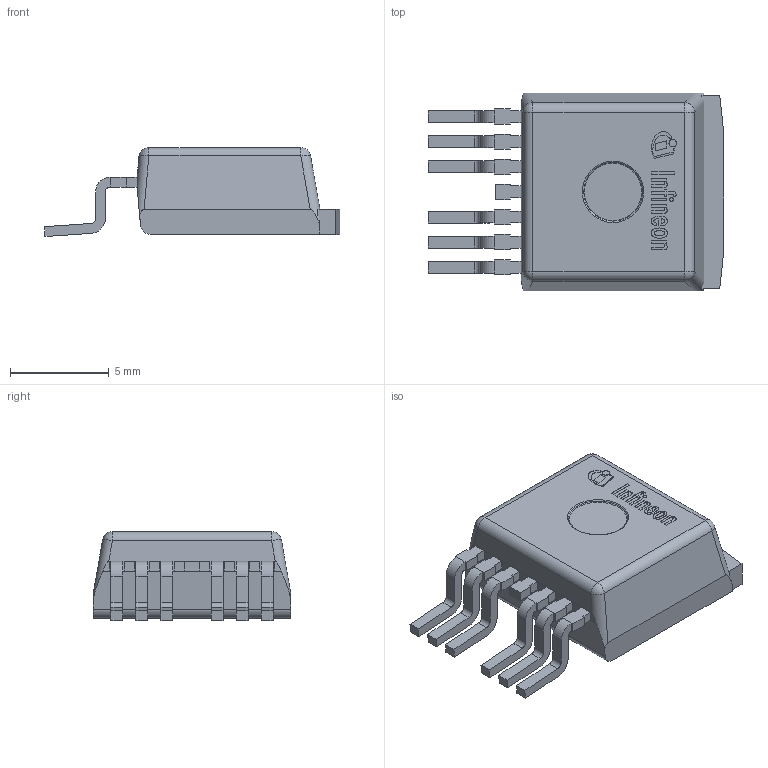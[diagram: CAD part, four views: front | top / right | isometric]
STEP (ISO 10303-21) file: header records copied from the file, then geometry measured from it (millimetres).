
FILE_DESCRIPTION(/* description */ (''),/* implementation_level */ '2;1');
FILE_NAME(/* name */ 'PG-TO263-7-3_Z8B00003188_V02_3D.stp',/* time_stamp */ '2019-05-03T19:48:25+05:00',/* author */ ('janartha'),/* organization */ (''),/* preprocessor_version */ 'ST-DEVELOPER v16.13',/* originating_system */ 'AutoCAD Mechanical',/* authorisation */ '');
FILE_SCHEMA (('AUTOMOTIVE_DESIGN { 1 0 10303 214 3 1 1 }'));
Length unit declared in the file: millimetre
Products named in the file (1): Product
Bounding box: 14.95 x 10 x 4.51 mm (x, y, z)
Volume: 469.7 mm3; surface area: 596 mm2
Topology: 21 solids, 21 shells, 392 faces, 1034 edges, 685 vertices
Faces by surface type: plane 237, cylinder 149, sphere 4, torus 2
Full cylindrical faces by diameter (mm): 0.183 x1, 0.378 x1
Entity records: 12149 total; most frequent: DIRECTION 2123, CARTESIAN_POINT 2108, ORIENTED_EDGE 2060, EDGE_CURVE 1030, LINE 723, VECTOR 723, AXIS2_PLACEMENT_3D 700, VERTEX_POINT 685
